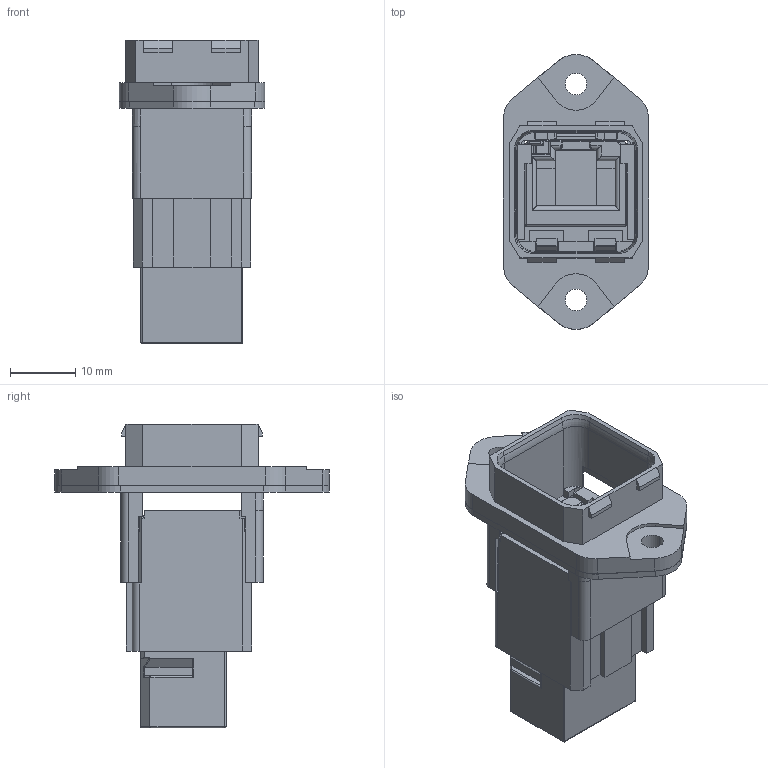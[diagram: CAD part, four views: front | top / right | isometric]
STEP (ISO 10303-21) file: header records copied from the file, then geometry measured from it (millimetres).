
FILE_DESCRIPTION(('CATIA V5 STEP Exchange','CAx-IF Rec.Pracs.--- Model Styling and Organization---1.4--- 2014-01-23'),'2;1');
FILE_NAME ('003238-3_1', '2020-01-23T08:37:31+00:00', ('none'), ('Weidmueller'), 'CATIA Version 5-6 Release 2016 SP3 HF44', 'CATIA V5 STEP AP214', 'none');
FILE_SCHEMA(('AUTOMOTIVE_DESIGN { 1 0 10303 214 1 1 1 1 }'));
Length unit declared in the file: millimetre
Products named in the file (1): 1012310000
Bounding box: 22.2 x 42 x 46.46 mm (x, y, z)
Volume: 9031.3 mm3; surface area: 11333.9 mm2
Topology: 4 solids, 4 shells, 590 faces, 1561 edges, 984 vertices
Faces by surface type: plane 363, cylinder 165, cone 24, sphere 18, torus 14, bspline 4, extrusion 2
Entity records: 18164 total; most frequent: CARTESIAN_POINT 4233, ORIENTED_EDGE 3122, DIRECTION 2423, EDGE_CURVE 1561, VECTOR 1205, LINE 1203, VERTEX_POINT 984, AXIS2_PLACEMENT_3D 733
